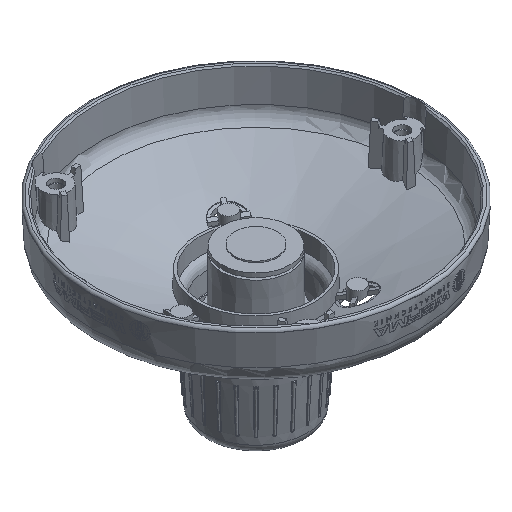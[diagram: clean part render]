
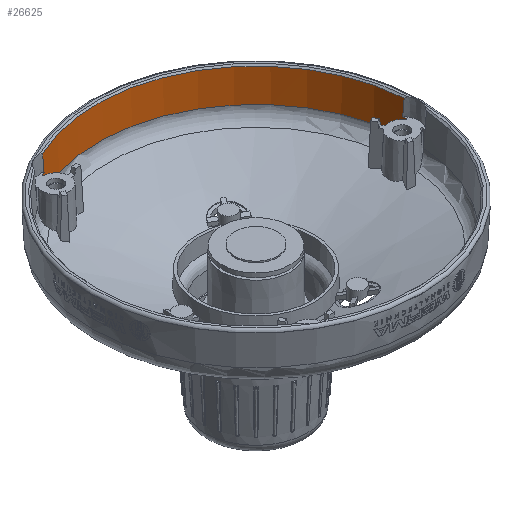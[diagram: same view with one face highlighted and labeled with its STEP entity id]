
A CAD part, isometric view. The second image highlights one B-rep face of the part: STEP entity #26625.
In plain terms, the highlighted conical face has half-angle 3 degrees and reference radius 59.67 mm.
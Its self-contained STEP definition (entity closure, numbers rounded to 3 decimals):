
#2961=B_SPLINE_CURVE_WITH_KNOTS('',3,(#132359,#132360,#132361,#132362),
 .UNSPECIFIED.,.F.,.F.,(4,4),(-1.21,-0.597),
 .UNSPECIFIED.);
#2965=B_SPLINE_CURVE_WITH_KNOTS('',3,(#132399,#132400,#132401,#132402),
 .UNSPECIFIED.,.F.,.F.,(4,4),(31.965,32.515),
 .UNSPECIFIED.);
#2966=B_SPLINE_CURVE_WITH_KNOTS('',3,(#132406,#132407,#132408,#132409),
 .UNSPECIFIED.,.F.,.F.,(4,4),(23.761,24.311),
 .UNSPECIFIED.);
#2967=B_SPLINE_CURVE_WITH_KNOTS('',3,(#132412,#132413,#132414,#132415),
 .UNSPECIFIED.,.F.,.F.,(4,4),(-1.251,-0.637),
 .UNSPECIFIED.);
#3275=CONICAL_SURFACE('',#27865,59.67,0.052);
#5094=FACE_OUTER_BOUND('',#6678,.T.);
#6678=EDGE_LOOP('',(#23694,#23695,#23696,#23697,#23698,#23699,#23700,#23701));
#9904=CIRCLE('',#27864,59.337);
#9905=CIRCLE('',#27866,59.656);
#9906=CIRCLE('',#27867,59.969);
#9907=CIRCLE('',#27868,59.656);
#12477=VERTEX_POINT('',#132282);
#12479=VERTEX_POINT('',#132300);
#12480=VERTEX_POINT('',#132364);
#12482=VERTEX_POINT('',#132396);
#12483=VERTEX_POINT('',#132398);
#12484=VERTEX_POINT('',#132403);
#12485=VERTEX_POINT('',#132405);
#12486=VERTEX_POINT('',#132410);
#16320=EDGE_CURVE('',#12479,#12477,#2961,.T.);
#16321=EDGE_CURVE('',#12477,#12480,#9904,.T.);
#16325=EDGE_CURVE('',#12479,#12482,#9905,.T.);
#16326=EDGE_CURVE('',#12482,#12483,#2965,.F.);
#16327=EDGE_CURVE('',#12483,#12484,#9906,.T.);
#16328=EDGE_CURVE('',#12484,#12485,#2966,.F.);
#16329=EDGE_CURVE('',#12485,#12486,#9907,.T.);
#16330=EDGE_CURVE('',#12480,#12486,#2967,.T.);
#23694=ORIENTED_EDGE('',*,*,#16320,.F.);
#23695=ORIENTED_EDGE('',*,*,#16325,.T.);
#23696=ORIENTED_EDGE('',*,*,#16326,.T.);
#23697=ORIENTED_EDGE('',*,*,#16327,.T.);
#23698=ORIENTED_EDGE('',*,*,#16328,.T.);
#23699=ORIENTED_EDGE('',*,*,#16329,.T.);
#23700=ORIENTED_EDGE('',*,*,#16330,.F.);
#23701=ORIENTED_EDGE('',*,*,#16321,.F.);
#26625=ADVANCED_FACE('',(#5094),#3275,.F.);
#27864=AXIS2_PLACEMENT_3D('',#132365,#31530,#31531);
#27865=AXIS2_PLACEMENT_3D('',#132395,#31532,#31533);
#27866=AXIS2_PLACEMENT_3D('',#132397,#31534,#31535);
#27867=AXIS2_PLACEMENT_3D('',#132404,#31536,#31537);
#27868=AXIS2_PLACEMENT_3D('',#132411,#31538,#31539);
#31530=DIRECTION('center_axis',(0.,0.,1.));
#31531=DIRECTION('ref_axis',(1.,0.,0.));
#31532=DIRECTION('center_axis',(0.,0.,1.));
#31533=DIRECTION('ref_axis',(1.,0.,0.));
#31534=DIRECTION('center_axis',(0.,0.,1.));
#31535=DIRECTION('ref_axis',(1.,0.,0.));
#31536=DIRECTION('center_axis',(0.,0.,1.));
#31537=DIRECTION('ref_axis',(1.,0.,0.));
#31538=DIRECTION('center_axis',(0.,0.,1.));
#31539=DIRECTION('ref_axis',(1.,0.,0.));
#132282=CARTESIAN_POINT('',(59.209,3.905,-12.581));
#132300=CARTESIAN_POINT('',(59.573,3.15,-6.5));
#132359=CARTESIAN_POINT('Ctrl Pts',(59.573,3.15,-6.5));
#132360=CARTESIAN_POINT('Ctrl Pts',(59.451,3.436,-8.524));
#132361=CARTESIAN_POINT('Ctrl Pts',(59.33,3.683,-10.551));
#132362=CARTESIAN_POINT('Ctrl Pts',(59.209,3.906,-12.581));
#132364=CARTESIAN_POINT('',(-26.222,53.229,-12.581));
#132365=CARTESIAN_POINT('Origin',(0.,0.,-12.581));
#132395=CARTESIAN_POINT('Origin',(0.,0.,-6.225));
#132396=CARTESIAN_POINT('',(59.498,4.34,-6.5));
#132397=CARTESIAN_POINT('Origin',(0.,0.,-6.5));
#132398=CARTESIAN_POINT('',(59.826,4.133,-0.531));
#132399=CARTESIAN_POINT('Ctrl Pts',(59.826,4.133,-0.531));
#132400=CARTESIAN_POINT('Ctrl Pts',(59.717,4.208,-2.513));
#132401=CARTESIAN_POINT('Ctrl Pts',(59.607,4.276,-4.503));
#132402=CARTESIAN_POINT('Ctrl Pts',(59.498,4.34,-6.5));
#132403=CARTESIAN_POINT('',(-26.334,53.878,-0.531));
#132404=CARTESIAN_POINT('Origin',(0.,0.,-0.531));
#132405=CARTESIAN_POINT('',(-25.991,53.696,-6.5));
#132406=CARTESIAN_POINT('Ctrl Pts',(-25.991,53.696,-6.5));
#132407=CARTESIAN_POINT('Ctrl Pts',(-26.1,53.76,-4.503));
#132408=CARTESIAN_POINT('Ctrl Pts',(-26.214,53.82,
-2.513));
#132409=CARTESIAN_POINT('Ctrl Pts',(-26.334,53.878,
-0.531));
#132410=CARTESIAN_POINT('',(-27.058,53.166,-6.5));
#132411=CARTESIAN_POINT('Origin',(0.,0.,-6.5));
#132412=CARTESIAN_POINT('Ctrl Pts',(-26.222,53.229,
-12.581));
#132413=CARTESIAN_POINT('Ctrl Pts',(-26.476,53.223,-10.551));
#132414=CARTESIAN_POINT('Ctrl Pts',(-26.75,53.205,
-8.523));
#132415=CARTESIAN_POINT('Ctrl Pts',(-27.058,53.166,
-6.5));
